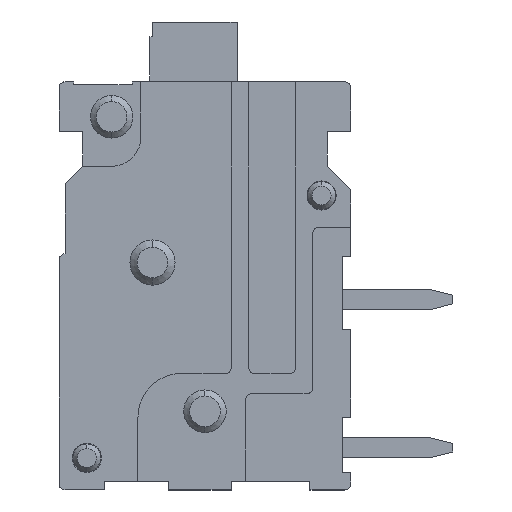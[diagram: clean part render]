
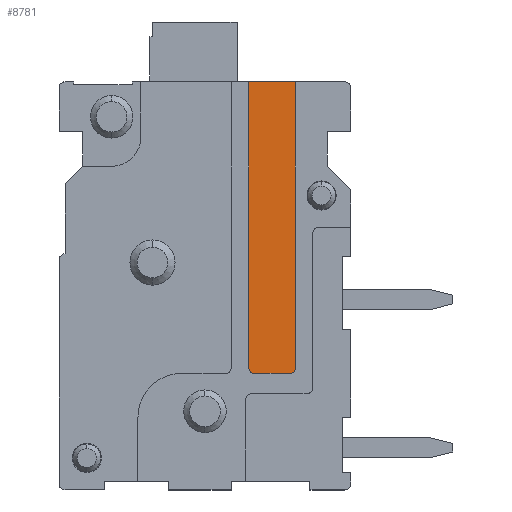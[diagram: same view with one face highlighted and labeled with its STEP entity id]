
A CAD part, left-side view. The second image highlights one B-rep face of the part: STEP entity #8781.
In plain terms, the highlighted face is planar.
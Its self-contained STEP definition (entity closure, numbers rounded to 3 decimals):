
#297 = VECTOR ( 'NONE', #5136, 1000. ) ;
#431 = ORIENTED_EDGE ( 'NONE', *, *, #6065, .T. ) ;
#495 = VECTOR ( 'NONE', #660, 1000. ) ;
#540 = VERTEX_POINT ( 'NONE', #11032 ) ;
#660 = DIRECTION ( 'NONE',  ( 0., -1., 0. ) ) ;
#784 = EDGE_LOOP ( 'NONE', ( #2043, #5915, #8934, #924, #8276, #431 ) ) ;
#924 = ORIENTED_EDGE ( 'NONE', *, *, #11393, .F. ) ;
#1625 = LINE ( 'NONE', #7256, #297 ) ;
#2043 = ORIENTED_EDGE ( 'NONE', *, *, #4240, .T. ) ;
#2100 = CARTESIAN_POINT ( 'NONE',  ( 6.5, 4.2, 3.54 ) ) ;
#2207 = DIRECTION ( 'NONE',  ( 0., 0., 1. ) ) ;
#2340 = CARTESIAN_POINT ( 'NONE',  ( 7.9, 4.2, 3.54 ) ) ;
#2679 = AXIS2_PLACEMENT_3D ( 'NONE', #5895, #2207, #8832 ) ;
#2757 = AXIS2_PLACEMENT_3D ( 'NONE', #2340, #4095, #7936 ) ;
#3607 = LINE ( 'NONE', #6426, #7544 ) ;
#3662 = CARTESIAN_POINT ( 'NONE',  ( 8.1, 4.2, 3.54 ) ) ;
#3989 = EDGE_CURVE ( 'NONE', #8363, #4495, #5324, .T. ) ;
#4095 = DIRECTION ( 'NONE',  ( 0., 0., 1. ) ) ;
#4125 = DIRECTION ( 'NONE',  ( 0., 1., 0. ) ) ;
#4240 = EDGE_CURVE ( 'NONE', #9636, #540, #3607, .T. ) ;
#4486 = CARTESIAN_POINT ( 'NONE',  ( 0., 0., 3.54 ) ) ;
#4495 = VERTEX_POINT ( 'NONE', #11980 ) ;
#4514 = VECTOR ( 'NONE', #4125, 1000. ) ;
#5136 = DIRECTION ( 'NONE',  ( 1., 0., 0. ) ) ;
#5324 = LINE ( 'NONE', #9143, #4514 ) ;
#5493 = DIRECTION ( 'NONE',  ( 1., 0., 0. ) ) ;
#5895 = CARTESIAN_POINT ( 'NONE',  ( 6.7, 4.2, 3.54 ) ) ;
#5915 = ORIENTED_EDGE ( 'NONE', *, *, #8308, .T. ) ;
#5927 = EDGE_CURVE ( 'NONE', #9598, #6782, #6352, .T. ) ;
#6065 = EDGE_CURVE ( 'NONE', #6782, #9636, #10654, .T. ) ;
#6352 = LINE ( 'NONE', #10173, #495 ) ;
#6426 = CARTESIAN_POINT ( 'NONE',  ( 6.7, 4., 3.54 ) ) ;
#6782 = VERTEX_POINT ( 'NONE', #2100 ) ;
#6999 = AXIS2_PLACEMENT_3D ( 'NONE', #4486, #11272, #7445 ) ;
#7131 = PLANE ( 'NONE',  #6999 ) ;
#7256 = CARTESIAN_POINT ( 'NONE',  ( 6.5, 14., 3.54 ) ) ;
#7445 = DIRECTION ( 'NONE',  ( 1., 0., 0. ) ) ;
#7544 = VECTOR ( 'NONE', #5493, 1000. ) ;
#7936 = DIRECTION ( 'NONE',  ( 0., -1., 0. ) ) ;
#8175 = CIRCLE ( 'NONE', #2757, 0.2 ) ;
#8260 = FACE_OUTER_BOUND ( 'NONE', #784, .T. ) ;
#8276 = ORIENTED_EDGE ( 'NONE', *, *, #5927, .T. ) ;
#8308 = EDGE_CURVE ( 'NONE', #540, #8363, #8175, .T. ) ;
#8363 = VERTEX_POINT ( 'NONE', #3662 ) ;
#8781 = ADVANCED_FACE ( 'NONE', ( #8260 ), #7131, .T. ) ;
#8832 = DIRECTION ( 'NONE',  ( -1., 0., 0. ) ) ;
#8934 = ORIENTED_EDGE ( 'NONE', *, *, #3989, .T. ) ;
#9143 = CARTESIAN_POINT ( 'NONE',  ( 8.1, 4.2, 3.54 ) ) ;
#9512 = CARTESIAN_POINT ( 'NONE',  ( 6.5, 14., 3.54 ) ) ;
#9598 = VERTEX_POINT ( 'NONE', #9512 ) ;
#9636 = VERTEX_POINT ( 'NONE', #10007 ) ;
#10007 = CARTESIAN_POINT ( 'NONE',  ( 6.7, 4., 3.54 ) ) ;
#10173 = CARTESIAN_POINT ( 'NONE',  ( 6.5, 14., 3.54 ) ) ;
#10654 = CIRCLE ( 'NONE', #2679, 0.2 ) ;
#11032 = CARTESIAN_POINT ( 'NONE',  ( 7.9, 4., 3.54 ) ) ;
#11272 = DIRECTION ( 'NONE',  ( 0., 0., 1. ) ) ;
#11393 = EDGE_CURVE ( 'NONE', #9598, #4495, #1625, .T. ) ;
#11980 = CARTESIAN_POINT ( 'NONE',  ( 8.1, 14., 3.54 ) ) ;
